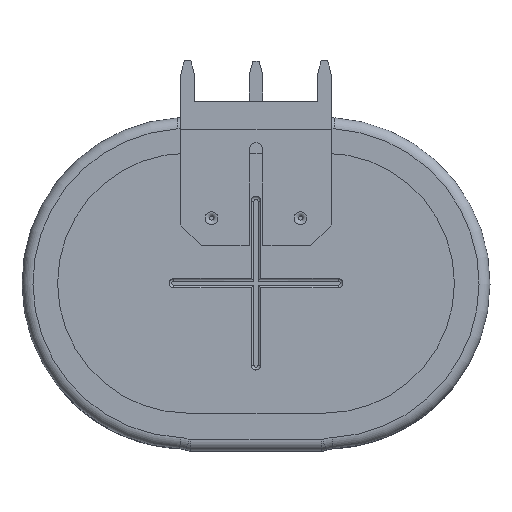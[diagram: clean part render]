
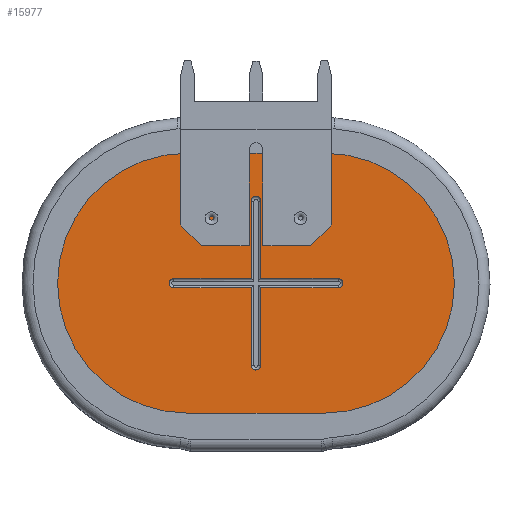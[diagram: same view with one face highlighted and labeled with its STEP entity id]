
A CAD part, top view. The second image highlights one B-rep face of the part: STEP entity #15977.
In plain terms, the highlighted face is planar.
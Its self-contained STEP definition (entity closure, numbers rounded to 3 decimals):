
#924=FACE_BOUND('',#5227,.T.);
#1047=PLANE('',#16931);
#1549=LINE('',#22074,#2866);
#1552=LINE('',#22079,#2869);
#1555=LINE('',#22087,#2872);
#1557=LINE('',#22091,#2874);
#1561=LINE('',#22106,#2878);
#1563=LINE('',#22110,#2880);
#1566=LINE('',#22118,#2883);
#1568=LINE('',#22121,#2885);
#1569=LINE('',#22129,#2886);
#1570=LINE('',#22141,#2887);
#2866=VECTOR('',#18265,5.65);
#2869=VECTOR('',#18270,5.65);
#2872=VECTOR('',#18279,5.65);
#2874=VECTOR('',#18283,5.65);
#2878=VECTOR('',#18303,5.65);
#2880=VECTOR('',#18307,5.65);
#2883=VECTOR('',#18316,5.65);
#2885=VECTOR('',#18320,5.65);
#2886=VECTOR('',#18327,10.);
#2887=VECTOR('',#18338,10.);
#4332=FACE_OUTER_BOUND('',#5226,.T.);
#5226=EDGE_LOOP('',(#10683,#10684,#10685,#10686,#10687,#10688,#10689,#10690,
#10691,#10692,#10693,#10694));
#5227=EDGE_LOOP('',(#10695,#10696,#10697,#10698,#10699,#10700,#10701,#10702,
#10703,#10704,#10705,#10706));
#6230=CIRCLE('',#16915,0.35);
#6231=CIRCLE('',#16919,0.35);
#6232=CIRCLE('',#16924,0.35);
#6233=CIRCLE('',#16928,0.35);
#6234=CIRCLE('',#16932,5.2);
#6235=CIRCLE('',#16933,10.);
#6236=CIRCLE('',#16934,10.);
#6237=CIRCLE('',#16935,3.);
#6238=CIRCLE('',#16936,34.819);
#6239=CIRCLE('',#16937,5.2);
#6240=CIRCLE('',#16938,10.);
#6241=CIRCLE('',#16939,10.);
#6242=CIRCLE('',#16940,3.);
#6243=CIRCLE('',#16941,34.819);
#6642=VERTEX_POINT('',#22071);
#6643=VERTEX_POINT('',#22073);
#6644=VERTEX_POINT('',#22077);
#6645=VERTEX_POINT('',#22081);
#6646=VERTEX_POINT('',#22085);
#6647=VERTEX_POINT('',#22089);
#6648=VERTEX_POINT('',#22093);
#6649=VERTEX_POINT('',#22101);
#6650=VERTEX_POINT('',#22105);
#6651=VERTEX_POINT('',#22109);
#6652=VERTEX_POINT('',#22113);
#6653=VERTEX_POINT('',#22117);
#6654=VERTEX_POINT('',#22123);
#6655=VERTEX_POINT('',#22124);
#6656=VERTEX_POINT('',#22126);
#6657=VERTEX_POINT('',#22128);
#6658=VERTEX_POINT('',#22130);
#6659=VERTEX_POINT('',#22132);
#6660=VERTEX_POINT('',#22134);
#6661=VERTEX_POINT('',#22136);
#6662=VERTEX_POINT('',#22138);
#6663=VERTEX_POINT('',#22140);
#6664=VERTEX_POINT('',#22142);
#6665=VERTEX_POINT('',#22144);
#8232=EDGE_CURVE('',#6643,#6642,#1549,.T.);
#8235=EDGE_CURVE('',#6642,#6644,#1552,.T.);
#8237=EDGE_CURVE('',#6644,#6645,#6230,.T.);
#8239=EDGE_CURVE('',#6645,#6646,#1555,.T.);
#8241=EDGE_CURVE('',#6646,#6647,#1557,.T.);
#8243=EDGE_CURVE('',#6647,#6648,#6231,.T.);
#8245=EDGE_CURVE('',#6649,#6643,#6232,.T.);
#8247=EDGE_CURVE('',#6650,#6649,#1561,.T.);
#8249=EDGE_CURVE('',#6651,#6650,#1563,.T.);
#8251=EDGE_CURVE('',#6652,#6651,#6233,.T.);
#8253=EDGE_CURVE('',#6653,#6652,#1566,.T.);
#8255=EDGE_CURVE('',#6648,#6653,#1568,.T.);
#8256=EDGE_CURVE('',#6654,#6655,#6234,.T.);
#8257=EDGE_CURVE('',#6656,#6654,#6235,.T.);
#8258=EDGE_CURVE('',#6657,#6656,#1569,.T.);
#8259=EDGE_CURVE('',#6658,#6657,#6236,.T.);
#8260=EDGE_CURVE('',#6659,#6658,#6237,.T.);
#8261=EDGE_CURVE('',#6660,#6659,#6238,.T.);
#8262=EDGE_CURVE('',#6661,#6660,#6239,.T.);
#8263=EDGE_CURVE('',#6662,#6661,#6240,.T.);
#8264=EDGE_CURVE('',#6663,#6662,#1570,.T.);
#8265=EDGE_CURVE('',#6664,#6663,#6241,.T.);
#8266=EDGE_CURVE('',#6665,#6664,#6242,.T.);
#8267=EDGE_CURVE('',#6655,#6665,#6243,.T.);
#10683=ORIENTED_EDGE('',*,*,#8256,.F.);
#10684=ORIENTED_EDGE('',*,*,#8257,.F.);
#10685=ORIENTED_EDGE('',*,*,#8258,.F.);
#10686=ORIENTED_EDGE('',*,*,#8259,.F.);
#10687=ORIENTED_EDGE('',*,*,#8260,.F.);
#10688=ORIENTED_EDGE('',*,*,#8261,.F.);
#10689=ORIENTED_EDGE('',*,*,#8262,.F.);
#10690=ORIENTED_EDGE('',*,*,#8263,.F.);
#10691=ORIENTED_EDGE('',*,*,#8264,.F.);
#10692=ORIENTED_EDGE('',*,*,#8265,.F.);
#10693=ORIENTED_EDGE('',*,*,#8266,.F.);
#10694=ORIENTED_EDGE('',*,*,#8267,.F.);
#10695=ORIENTED_EDGE('',*,*,#8239,.T.);
#10696=ORIENTED_EDGE('',*,*,#8241,.T.);
#10697=ORIENTED_EDGE('',*,*,#8243,.T.);
#10698=ORIENTED_EDGE('',*,*,#8255,.T.);
#10699=ORIENTED_EDGE('',*,*,#8253,.T.);
#10700=ORIENTED_EDGE('',*,*,#8251,.T.);
#10701=ORIENTED_EDGE('',*,*,#8249,.T.);
#10702=ORIENTED_EDGE('',*,*,#8247,.T.);
#10703=ORIENTED_EDGE('',*,*,#8245,.T.);
#10704=ORIENTED_EDGE('',*,*,#8232,.T.);
#10705=ORIENTED_EDGE('',*,*,#8235,.T.);
#10706=ORIENTED_EDGE('',*,*,#8237,.T.);
#15977=ADVANCED_FACE('',(#4332,#924),#1047,.F.);
#16915=AXIS2_PLACEMENT_3D('',#22083,#18274,#18275);
#16919=AXIS2_PLACEMENT_3D('',#22095,#18287,#18288);
#16924=AXIS2_PLACEMENT_3D('',#22102,#18298,#18299);
#16928=AXIS2_PLACEMENT_3D('',#22114,#18311,#18312);
#16931=AXIS2_PLACEMENT_3D('',#22122,#18321,#18322);
#16932=AXIS2_PLACEMENT_3D('',#22125,#18323,#18324);
#16933=AXIS2_PLACEMENT_3D('',#22127,#18325,#18326);
#16934=AXIS2_PLACEMENT_3D('',#22131,#18328,#18329);
#16935=AXIS2_PLACEMENT_3D('',#22133,#18330,#18331);
#16936=AXIS2_PLACEMENT_3D('',#22135,#18332,#18333);
#16937=AXIS2_PLACEMENT_3D('',#22137,#18334,#18335);
#16938=AXIS2_PLACEMENT_3D('',#22139,#18336,#18337);
#16939=AXIS2_PLACEMENT_3D('',#22143,#18339,#18340);
#16940=AXIS2_PLACEMENT_3D('',#22145,#18341,#18342);
#16941=AXIS2_PLACEMENT_3D('',#22146,#18343,#18344);
#18265=DIRECTION('',(0.,1.,0.));
#18270=DIRECTION('',(1.,0.,0.));
#18274=DIRECTION('center_axis',(0.,0.,1.));
#18275=DIRECTION('ref_axis',(0.,1.,0.));
#18279=DIRECTION('',(-1.,0.,0.));
#18283=DIRECTION('',(0.,1.,0.));
#18287=DIRECTION('center_axis',(0.,0.,1.));
#18288=DIRECTION('ref_axis',(-1.,0.,0.));
#18298=DIRECTION('center_axis',(0.,0.,1.));
#18299=DIRECTION('ref_axis',(1.,0.,0.));
#18303=DIRECTION('',(0.,-1.,0.));
#18307=DIRECTION('',(1.,0.,0.));
#18311=DIRECTION('center_axis',(0.,0.,1.));
#18312=DIRECTION('ref_axis',(0.,-1.,0.));
#18316=DIRECTION('',(-1.,0.,0.));
#18320=DIRECTION('',(0.,-1.,0.));
#18321=DIRECTION('center_axis',(0.,0.,1.));
#18322=DIRECTION('ref_axis',(1.,0.,0.));
#18323=DIRECTION('center_axis',(0.,0.,1.));
#18324=DIRECTION('ref_axis',(0.999,-0.045,0.));
#18325=DIRECTION('center_axis',(0.,0.,1.));
#18326=DIRECTION('ref_axis',(1.,0.,0.));
#18327=DIRECTION('',(1.,0.,0.));
#18328=DIRECTION('center_axis',(0.,0.,1.));
#18329=DIRECTION('ref_axis',(-0.306,-0.952,0.));
#18330=DIRECTION('center_axis',(0.,0.,1.));
#18331=DIRECTION('ref_axis',(-0.639,-0.77,0.));
#18332=DIRECTION('center_axis',(0.,0.,1.));
#18333=DIRECTION('ref_axis',(-0.593,-0.805,0.));
#18334=DIRECTION('center_axis',(0.,0.,1.));
#18335=DIRECTION('ref_axis',(-0.999,0.045,0.));
#18336=DIRECTION('center_axis',(0.,0.,1.));
#18337=DIRECTION('ref_axis',(-1.,0.,0.));
#18338=DIRECTION('',(-1.,0.,0.));
#18339=DIRECTION('center_axis',(0.,0.,1.));
#18340=DIRECTION('ref_axis',(0.306,0.952,0.));
#18341=DIRECTION('center_axis',(0.,0.,1.));
#18342=DIRECTION('ref_axis',(0.639,0.77,0.));
#18343=DIRECTION('center_axis',(0.,0.,1.));
#18344=DIRECTION('ref_axis',(0.593,0.805,0.));
#22071=CARTESIAN_POINT('',(0.35,-0.35,-0.3));
#22073=CARTESIAN_POINT('',(0.35,-6.,-0.3));
#22074=CARTESIAN_POINT('',(0.35,-0.175,-0.3));
#22077=CARTESIAN_POINT('',(6.,-0.35,-0.3));
#22079=CARTESIAN_POINT('',(3.,-0.35,-0.3));
#22081=CARTESIAN_POINT('',(6.,0.35,-0.3));
#22083=CARTESIAN_POINT('Origin',(6.,0.,
-0.3));
#22085=CARTESIAN_POINT('',(0.35,0.35,-0.3));
#22087=CARTESIAN_POINT('',(0.175,0.35,-0.3));
#22089=CARTESIAN_POINT('',(0.35,6.,-0.3));
#22091=CARTESIAN_POINT('',(0.35,3.,-0.3));
#22093=CARTESIAN_POINT('',(-0.35,6.,-0.3));
#22095=CARTESIAN_POINT('Origin',(0.,6.,
-0.3));
#22101=CARTESIAN_POINT('',(-0.35,-6.,-0.3));
#22102=CARTESIAN_POINT('Origin',(0.,-6.,
-0.3));
#22105=CARTESIAN_POINT('',(-0.35,-0.35,-0.3));
#22106=CARTESIAN_POINT('',(-0.35,-3.,-0.3));
#22109=CARTESIAN_POINT('',(-6.,-0.35,-0.3));
#22110=CARTESIAN_POINT('',(-0.175,-0.35,-0.3));
#22113=CARTESIAN_POINT('',(-6.,0.35,-0.3));
#22114=CARTESIAN_POINT('Origin',(-6.,0.,
-0.3));
#22117=CARTESIAN_POINT('',(-0.35,0.35,-0.3));
#22118=CARTESIAN_POINT('',(-3.,0.35,-0.3));
#22121=CARTESIAN_POINT('',(-0.35,0.175,-0.3));
#22122=CARTESIAN_POINT('Origin',(0.,0.,
-0.3));
#22123=CARTESIAN_POINT('',(14.755,2.198,-0.3));
#22124=CARTESIAN_POINT('',(12.265,6.872,-0.3));
#22125=CARTESIAN_POINT('Origin',(9.56,2.43,-0.3));
#22126=CARTESIAN_POINT('',(5.,-10.,-0.3));
#22127=CARTESIAN_POINT('Origin',(5.,0.,
-0.3));
#22128=CARTESIAN_POINT('',(-5.,-10.,-0.3));
#22129=CARTESIAN_POINT('',(-5.,-10.,-0.3));
#22130=CARTESIAN_POINT('',(-8.059,-9.521,-0.3));
#22131=CARTESIAN_POINT('Origin',(-5.,0.,
-0.3));
#22132=CARTESIAN_POINT('',(-9.057,-8.973,-0.3));
#22133=CARTESIAN_POINT('Origin',(-7.141,-6.664,-0.3));
#22134=CARTESIAN_POINT('',(-12.265,-6.872,-0.3));
#22135=CARTESIAN_POINT('Origin',(8.39,21.159,-0.3));
#22136=CARTESIAN_POINT('',(-14.755,-2.198,-0.3));
#22137=CARTESIAN_POINT('Origin',(-9.56,-2.43,-0.3));
#22138=CARTESIAN_POINT('',(-5.,10.,-0.3));
#22139=CARTESIAN_POINT('Origin',(-5.,0.,
-0.3));
#22140=CARTESIAN_POINT('',(5.,10.,-0.3));
#22141=CARTESIAN_POINT('',(5.,10.,-0.3));
#22142=CARTESIAN_POINT('',(8.059,9.521,-0.3));
#22143=CARTESIAN_POINT('Origin',(5.,0.,
-0.3));
#22144=CARTESIAN_POINT('',(9.057,8.973,-0.3));
#22145=CARTESIAN_POINT('Origin',(7.141,6.664,-0.3));
#22146=CARTESIAN_POINT('Origin',(-8.39,-21.159,-0.3));
